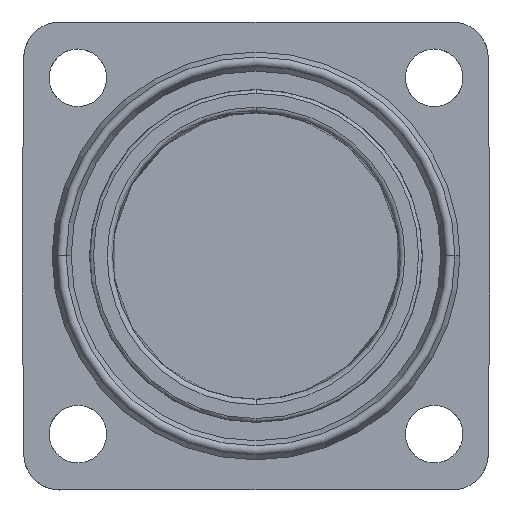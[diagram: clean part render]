
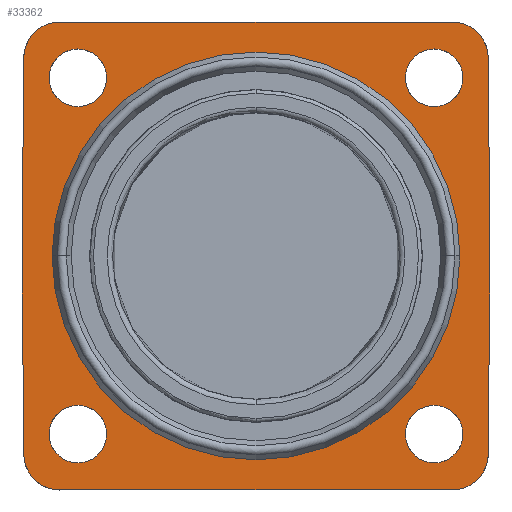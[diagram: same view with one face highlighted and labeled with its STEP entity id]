
A CAD part, top view. The second image highlights one B-rep face of the part: STEP entity #33362.
In plain terms, the highlighted planar face has unit normal (0, 0, 1).
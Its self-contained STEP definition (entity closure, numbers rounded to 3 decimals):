
#9115=CARTESIAN_POINT('',(10.904,-11.,19.7));
#9116=DIRECTION('',(0.,0.,-1.));
#9117=DIRECTION('',(1.,-0.009,0.));
#9118=AXIS2_PLACEMENT_3D('',#9115,#9116,#9117);
#9120=CARTESIAN_POINT('',(-10.904,-11.,19.7));
#9121=DIRECTION('',(0.,0.,-1.));
#9122=DIRECTION('',(0.,-1.,0.));
#9123=AXIS2_PLACEMENT_3D('',#9120,#9121,#9122);
#9125=DIRECTION('',(-0.009,1.,0.));
#9126=VECTOR('',#9125,11.018);
#9127=CARTESIAN_POINT('',(-12.904,-11.017,19.7));
#9128=LINE('',#9127,#9126);
#9129=DIRECTION('',(0.009,1.,0.));
#9130=VECTOR('',#9129,11.018);
#9131=CARTESIAN_POINT('',(-13.,0.,19.7));
#9132=LINE('',#9131,#9130);
#9133=CARTESIAN_POINT('',(-10.904,11.,19.7));
#9134=DIRECTION('',(0.,0.,-1.));
#9135=DIRECTION('',(-1.,0.009,0.));
#9136=AXIS2_PLACEMENT_3D('',#9133,#9134,#9135);
#9138=DIRECTION('',(1.,0.,0.));
#9139=VECTOR('',#9138,21.808);
#9140=CARTESIAN_POINT('',(-10.904,13.,19.7));
#9141=LINE('',#9140,#9139);
#9142=CARTESIAN_POINT('',(10.904,11.,19.7));
#9143=DIRECTION('',(0.,0.,-1.));
#9144=DIRECTION('',(0.,1.,0.));
#9145=AXIS2_PLACEMENT_3D('',#9142,#9143,#9144);
#9147=DIRECTION('',(0.009,-1.,0.));
#9148=VECTOR('',#9147,11.018);
#9149=CARTESIAN_POINT('',(12.904,11.017,19.7));
#9150=LINE('',#9149,#9148);
#9151=DIRECTION('',(-0.009,-1.,0.));
#9152=VECTOR('',#9151,11.018);
#9153=CARTESIAN_POINT('',(13.,0.,19.7));
#9154=LINE('',#9153,#9152);
#9155=CARTESIAN_POINT('',(0.,0.,19.7));
#9156=DIRECTION('',(0.,0.,1.));
#9157=DIRECTION('',(1.,0.,0.));
#9158=AXIS2_PLACEMENT_3D('',#9155,#9156,#9157);
#9160=CARTESIAN_POINT('',(0.,0.,19.7));
#9161=DIRECTION('',(0.,0.,1.));
#9162=DIRECTION('',(-1.,0.,0.));
#9163=AXIS2_PLACEMENT_3D('',#9160,#9161,#9162);
#9165=CARTESIAN_POINT('',(9.9,9.9,19.7));
#9166=DIRECTION('',(0.,0.,1.));
#9167=DIRECTION('',(0.,1.,0.));
#9168=AXIS2_PLACEMENT_3D('',#9165,#9166,#9167);
#9170=CARTESIAN_POINT('',(9.9,9.9,19.7));
#9171=DIRECTION('',(0.,0.,1.));
#9172=DIRECTION('',(0.,-1.,0.));
#9173=AXIS2_PLACEMENT_3D('',#9170,#9171,#9172);
#9175=CARTESIAN_POINT('',(9.9,-9.9,19.7));
#9176=DIRECTION('',(0.,0.,1.));
#9177=DIRECTION('',(0.,1.,0.));
#9178=AXIS2_PLACEMENT_3D('',#9175,#9176,#9177);
#9180=CARTESIAN_POINT('',(9.9,-9.9,19.7));
#9181=DIRECTION('',(0.,0.,1.));
#9182=DIRECTION('',(0.,-1.,0.));
#9183=AXIS2_PLACEMENT_3D('',#9180,#9181,#9182);
#9185=CARTESIAN_POINT('',(-9.9,9.9,19.7));
#9186=DIRECTION('',(0.,0.,1.));
#9187=DIRECTION('',(0.,1.,0.));
#9188=AXIS2_PLACEMENT_3D('',#9185,#9186,#9187);
#9190=CARTESIAN_POINT('',(-9.9,9.9,19.7));
#9191=DIRECTION('',(0.,0.,1.));
#9192=DIRECTION('',(0.,-1.,0.));
#9193=AXIS2_PLACEMENT_3D('',#9190,#9191,#9192);
#9195=CARTESIAN_POINT('',(-9.9,-9.9,19.7));
#9196=DIRECTION('',(0.,0.,1.));
#9197=DIRECTION('',(0.,1.,0.));
#9198=AXIS2_PLACEMENT_3D('',#9195,#9196,#9197);
#9200=CARTESIAN_POINT('',(-9.9,-9.9,19.7));
#9201=DIRECTION('',(0.,0.,1.));
#9202=DIRECTION('',(0.,-1.,0.));
#9203=AXIS2_PLACEMENT_3D('',#9200,#9201,#9202);
#9360=DIRECTION('',(1.,0.,0.));
#9361=VECTOR('',#9360,21.808);
#9362=CARTESIAN_POINT('',(-10.904,-13.,19.7));
#9363=LINE('',#9362,#9361);
#14014=CARTESIAN_POINT('',(10.904,13.,19.7));
#14015=VERTEX_POINT('',#14014);
#14016=CARTESIAN_POINT('',(-10.904,13.,19.7));
#14017=VERTEX_POINT('',#14016);
#14090=CARTESIAN_POINT('',(-12.904,11.017,19.7));
#14091=VERTEX_POINT('',#14090);
#14092=CARTESIAN_POINT('',(12.904,-11.017,19.7));
#14093=CARTESIAN_POINT('',(10.904,-13.,19.7));
#14094=VERTEX_POINT('',#14092);
#14095=VERTEX_POINT('',#14093);
#14096=CARTESIAN_POINT('',(-10.904,-13.,19.7));
#14097=VERTEX_POINT('',#14096);
#14098=CARTESIAN_POINT('',(-12.904,-11.017,19.7));
#14099=VERTEX_POINT('',#14098);
#14100=CARTESIAN_POINT('',(-13.,0.,19.7));
#14101=VERTEX_POINT('',#14100);
#14102=CARTESIAN_POINT('',(12.904,11.017,19.7));
#14103=VERTEX_POINT('',#14102);
#14104=CARTESIAN_POINT('',(13.,0.,19.7));
#14105=VERTEX_POINT('',#14104);
#14106=CARTESIAN_POINT('',(11.331,0.,19.7));
#14107=CARTESIAN_POINT('',(-11.331,0.,19.7));
#14108=VERTEX_POINT('',#14106);
#14109=VERTEX_POINT('',#14107);
#14110=CARTESIAN_POINT('',(9.9,11.5,19.7));
#14111=CARTESIAN_POINT('',(9.9,8.3,19.7));
#14112=VERTEX_POINT('',#14110);
#14113=VERTEX_POINT('',#14111);
#14114=CARTESIAN_POINT('',(9.9,-8.3,19.7));
#14115=CARTESIAN_POINT('',(9.9,-11.5,19.7));
#14116=VERTEX_POINT('',#14114);
#14117=VERTEX_POINT('',#14115);
#14118=CARTESIAN_POINT('',(-9.9,11.5,19.7));
#14119=CARTESIAN_POINT('',(-9.9,8.3,19.7));
#14120=VERTEX_POINT('',#14118);
#14121=VERTEX_POINT('',#14119);
#14122=CARTESIAN_POINT('',(-9.9,-8.3,19.7));
#14123=CARTESIAN_POINT('',(-9.9,-11.5,19.7));
#14124=VERTEX_POINT('',#14122);
#14125=VERTEX_POINT('',#14123);
#33307=CARTESIAN_POINT('',(0.,0.,19.7));
#33308=DIRECTION('',(0.,0.,1.));
#33309=DIRECTION('',(0.,-1.,0.));
#33310=AXIS2_PLACEMENT_3D('',#33307,#33308,#33309);
#33311=PLANE('',#33310);
#33313=ORIENTED_EDGE('',*,*,#33312,.T.);
#33315=ORIENTED_EDGE('',*,*,#33314,.F.);
#33317=ORIENTED_EDGE('',*,*,#33316,.T.);
#33319=ORIENTED_EDGE('',*,*,#33318,.T.);
#33321=ORIENTED_EDGE('',*,*,#33320,.T.);
#33322=ORIENTED_EDGE('',*,*,#33288,.T.);
#33323=ORIENTED_EDGE('',*,*,#31670,.T.);
#33325=ORIENTED_EDGE('',*,*,#33324,.T.);
#33327=ORIENTED_EDGE('',*,*,#33326,.T.);
#33329=ORIENTED_EDGE('',*,*,#33328,.T.);
#33330=EDGE_LOOP('',(#33313,#33315,#33317,#33319,#33321,#33322,#33323,#33325,
#33327,#33329));
#33331=FACE_OUTER_BOUND('',#33330,.F.);
#33333=ORIENTED_EDGE('',*,*,#33332,.T.);
#33335=ORIENTED_EDGE('',*,*,#33334,.T.);
#33336=EDGE_LOOP('',(#33333,#33335));
#33337=FACE_BOUND('',#33336,.F.);
#33339=ORIENTED_EDGE('',*,*,#33338,.T.);
#33341=ORIENTED_EDGE('',*,*,#33340,.T.);
#33342=EDGE_LOOP('',(#33339,#33341));
#33343=FACE_BOUND('',#33342,.F.);
#33345=ORIENTED_EDGE('',*,*,#33344,.T.);
#33347=ORIENTED_EDGE('',*,*,#33346,.T.);
#33348=EDGE_LOOP('',(#33345,#33347));
#33349=FACE_BOUND('',#33348,.F.);
#33351=ORIENTED_EDGE('',*,*,#33350,.T.);
#33353=ORIENTED_EDGE('',*,*,#33352,.T.);
#33354=EDGE_LOOP('',(#33351,#33353));
#33355=FACE_BOUND('',#33354,.F.);
#33357=ORIENTED_EDGE('',*,*,#33356,.T.);
#33359=ORIENTED_EDGE('',*,*,#33358,.T.);
#33360=EDGE_LOOP('',(#33357,#33359));
#33361=FACE_BOUND('',#33360,.F.);
#9119=CIRCLE('',#9118,2.);
#9124=CIRCLE('',#9123,2.);
#9137=CIRCLE('',#9136,2.);
#9146=CIRCLE('',#9145,2.);
#9159=CIRCLE('',#9158,11.331);
#9164=CIRCLE('',#9163,11.331);
#9169=CIRCLE('',#9168,1.6);
#9174=CIRCLE('',#9173,1.6);
#9179=CIRCLE('',#9178,1.6);
#9184=CIRCLE('',#9183,1.6);
#9189=CIRCLE('',#9188,1.6);
#9194=CIRCLE('',#9193,1.6);
#9199=CIRCLE('',#9198,1.6);
#9204=CIRCLE('',#9203,1.6);
#31670=EDGE_CURVE('',#14017,#14015,#9141,.T.);
#33288=EDGE_CURVE('',#14091,#14017,#9137,.T.);
#33312=EDGE_CURVE('',#14094,#14095,#9119,.T.);
#33314=EDGE_CURVE('',#14097,#14095,#9363,.T.);
#33316=EDGE_CURVE('',#14097,#14099,#9124,.T.);
#33318=EDGE_CURVE('',#14099,#14101,#9128,.T.);
#33320=EDGE_CURVE('',#14101,#14091,#9132,.T.);
#33324=EDGE_CURVE('',#14015,#14103,#9146,.T.);
#33326=EDGE_CURVE('',#14103,#14105,#9150,.T.);
#33328=EDGE_CURVE('',#14105,#14094,#9154,.T.);
#33332=EDGE_CURVE('',#14108,#14109,#9159,.T.);
#33334=EDGE_CURVE('',#14109,#14108,#9164,.T.);
#33338=EDGE_CURVE('',#14112,#14113,#9169,.T.);
#33340=EDGE_CURVE('',#14113,#14112,#9174,.T.);
#33344=EDGE_CURVE('',#14116,#14117,#9179,.T.);
#33346=EDGE_CURVE('',#14117,#14116,#9184,.T.);
#33350=EDGE_CURVE('',#14120,#14121,#9189,.T.);
#33352=EDGE_CURVE('',#14121,#14120,#9194,.T.);
#33356=EDGE_CURVE('',#14124,#14125,#9199,.T.);
#33358=EDGE_CURVE('',#14125,#14124,#9204,.T.);
#33362=ADVANCED_FACE('',(#33331,#33337,#33343,#33349,#33355,#33361),#33311,.T.);
